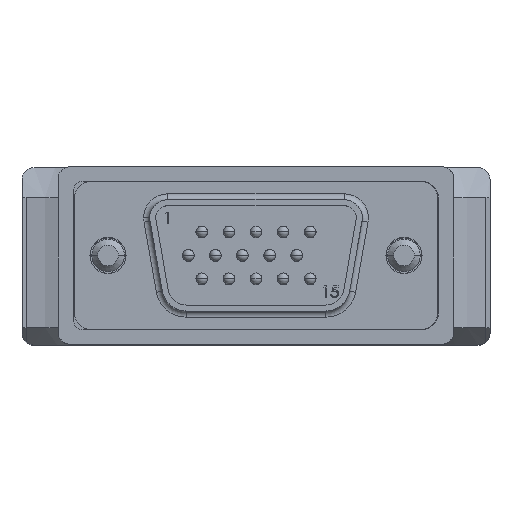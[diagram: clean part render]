
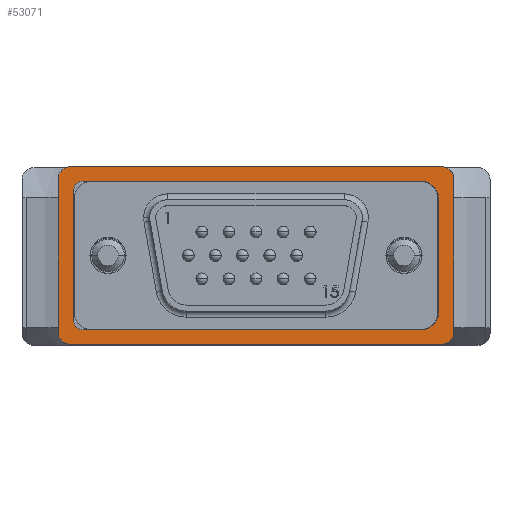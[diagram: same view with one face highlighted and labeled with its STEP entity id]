
A CAD part, top view. The second image highlights one B-rep face of the part: STEP entity #53071.
In plain terms, the highlighted planar face has unit normal (0, 0, 1).
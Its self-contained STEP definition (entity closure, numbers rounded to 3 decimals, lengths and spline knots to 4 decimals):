
#29634 = CARTESIAN_POINT ( 'NONE',  ( -0.6175, -0.295, 0.8405 ) ) ;
#29766 = CARTESIAN_POINT ( 'NONE',  ( 0.6175, -0.295, 0.8405 ) ) ;
#29795 = DIRECTION ( 'NONE',  ( 1., 0., 0. ) ) ;
#29796 = VECTOR ( 'NONE', #29795, 39.3701 ) ;
#29798 = CARTESIAN_POINT ( 'NONE',  ( -0.6575, -0.295, 0.8405 ) ) ;
#29799 = LINE ( 'NONE', #29798, #29796 ) ;
#31205 = CARTESIAN_POINT ( 'NONE',  ( 0.6175, 0.295, 0.8405 ) ) ;
#31302 = CARTESIAN_POINT ( 'NONE',  ( -0.6175, 0.295, 0.8405 ) ) ;
#31318 = DIRECTION ( 'NONE',  ( 1., 0., 0. ) ) ;
#31320 = VECTOR ( 'NONE', #31318, 39.3701 ) ;
#31322 = CARTESIAN_POINT ( 'NONE',  ( -0.6575, 0.295, 0.8405 ) ) ;
#31323 = LINE ( 'NONE', #31322, #31320 ) ;
#31578 = DIRECTION ( 'NONE',  ( 0., 1., 0. ) ) ;
#31579 = VECTOR ( 'NONE', #31578, 39.3701 ) ;
#31581 = CARTESIAN_POINT ( 'NONE',  ( 0.607, 0.1875, 0.8405 ) ) ;
#31582 = LINE ( 'NONE', #31581, #31579 ) ;
#31587 = CARTESIAN_POINT ( 'NONE',  ( 0.607, 0.1875, 0.8405 ) ) ;
#31588 = DIRECTION ( 'NONE',  ( -1., 0., 0. ) ) ;
#31589 = DIRECTION ( 'NONE',  ( 0., 0., 1. ) ) ;
#31590 = AXIS2_PLACEMENT_3D ( 'NONE', #31605, #31589, #31588 ) ;
#31591 = CIRCLE ( 'NONE', #31590, 0.06 ) ;
#31597 = DIRECTION ( 'NONE',  ( 1., 0., 0. ) ) ;
#31598 = DIRECTION ( 'NONE',  ( 0., 0., 1. ) ) ;
#31600 = CARTESIAN_POINT ( 'NONE',  ( 0.547, -0.1875, 0.8405 ) ) ;
#31601 = AXIS2_PLACEMENT_3D ( 'NONE', #31600, #31598, #31597 ) ;
#31603 = CIRCLE ( 'NONE', #31601, 0.06 ) ;
#31605 = CARTESIAN_POINT ( 'NONE',  ( 0.547, 0.1875, 0.8405 ) ) ;
#31611 = CARTESIAN_POINT ( 'NONE',  ( 0.607, -0.1875, 0.8405 ) ) ;
#31612 = DIRECTION ( 'NONE',  ( -1., 0., 0. ) ) ;
#31614 = DIRECTION ( 'NONE',  ( 0., 0., 1. ) ) ;
#31615 = CARTESIAN_POINT ( 'NONE',  ( 0.6175, 0.255, 0.8405 ) ) ;
#31616 = AXIS2_PLACEMENT_3D ( 'NONE', #31615, #31614, #31612 ) ;
#31617 = CIRCLE ( 'NONE', #31616, 0.04 ) ;
#31620 = CARTESIAN_POINT ( 'NONE',  ( 0.6575, -0.255, 0.8405 ) ) ;
#31621 = DIRECTION ( 'NONE',  ( -1., 0., 0. ) ) ;
#31623 = DIRECTION ( 'NONE',  ( 0., 0., 1. ) ) ;
#31625 = CARTESIAN_POINT ( 'NONE',  ( 0.6175, -0.255, 0.8405 ) ) ;
#31627 = AXIS2_PLACEMENT_3D ( 'NONE', #31625, #31623, #31621 ) ;
#31628 = CIRCLE ( 'NONE', #31627, 0.04 ) ;
#31639 = DIRECTION ( 'NONE',  ( 1., 0., 0. ) ) ;
#31640 = DIRECTION ( 'NONE',  ( 0., 0., 1. ) ) ;
#31641 = CARTESIAN_POINT ( 'NONE',  ( -0.575, -0.2155, 0.8405 ) ) ;
#31642 = AXIS2_PLACEMENT_3D ( 'NONE', #31641, #31640, #31639 ) ;
#31643 = CIRCLE ( 'NONE', #31642, 0.032 ) ;
#31648 = DIRECTION ( 'NONE',  ( -1., 0., 0. ) ) ;
#31649 = DIRECTION ( 'NONE',  ( 0., 0., 1. ) ) ;
#31651 = CARTESIAN_POINT ( 'NONE',  ( -0.6175, 0.255, 0.8405 ) ) ;
#31653 = AXIS2_PLACEMENT_3D ( 'NONE', #31651, #31649, #31648 ) ;
#31655 = CIRCLE ( 'NONE', #31653, 0.04 ) ;
#31665 = DIRECTION ( 'NONE',  ( -1., 0., 0. ) ) ;
#31666 = DIRECTION ( 'NONE',  ( 0., 0., -1. ) ) ;
#31667 = CARTESIAN_POINT ( 'NONE',  ( -0.6575, 0.295, 0.8405 ) ) ;
#31669 = AXIS2_PLACEMENT_3D ( 'NONE', #31667, #31666, #31665 ) ;
#31670 = PLANE ( 'NONE',  #31669 ) ;
#31674 = FACE_OUTER_BOUND ( 'NONE', #53117, .T. ) ;
#31675 = FACE_BOUND ( 'NONE', #53072, .T. ) ;
#31676 = CARTESIAN_POINT ( 'NONE',  ( -0.575, -0.2475, 0.8405 ) ) ;
#31677 = DIRECTION ( 'NONE',  ( 1., 0., 0. ) ) ;
#31678 = VECTOR ( 'NONE', #31677, 39.3701 ) ;
#31680 = CARTESIAN_POINT ( 'NONE',  ( -0.575, -0.2475, 0.8405 ) ) ;
#31682 = LINE ( 'NONE', #31680, #31678 ) ;
#31688 = CARTESIAN_POINT ( 'NONE',  ( 0.547, -0.2475, 0.8405 ) ) ;
#31690 = DIRECTION ( 'NONE',  ( -1., 0., 0. ) ) ;
#31691 = DIRECTION ( 'NONE',  ( 0., 0., 1. ) ) ;
#31692 = CARTESIAN_POINT ( 'NONE',  ( -0.6175, -0.255, 0.8405 ) ) ;
#31693 = AXIS2_PLACEMENT_3D ( 'NONE', #31692, #31691, #31690 ) ;
#31694 = CIRCLE ( 'NONE', #31693, 0.04 ) ;
#31704 = DIRECTION ( 'NONE',  ( 0., -1., 0. ) ) ;
#31705 = VECTOR ( 'NONE', #31704, 39.3701 ) ;
#31708 = CARTESIAN_POINT ( 'NONE',  ( -0.6575, 0.295, 0.8405 ) ) ;
#31710 = LINE ( 'NONE', #31708, #31705 ) ;
#31727 = CARTESIAN_POINT ( 'NONE',  ( -0.575, 0.2475, 0.8405 ) ) ;
#31728 = DIRECTION ( 'NONE',  ( 1., 0., 0. ) ) ;
#31729 = DIRECTION ( 'NONE',  ( 0., 0., 1. ) ) ;
#31730 = CARTESIAN_POINT ( 'NONE',  ( -0.575, 0.2155, 0.8405 ) ) ;
#31731 = AXIS2_PLACEMENT_3D ( 'NONE', #31730, #31729, #31728 ) ;
#31733 = CIRCLE ( 'NONE', #31731, 0.032 ) ;
#31769 = CARTESIAN_POINT ( 'NONE',  ( 0.6575, 0.255, 0.8405 ) ) ;
#31771 = DIRECTION ( 'NONE',  ( 0., -1., 0. ) ) ;
#31773 = VECTOR ( 'NONE', #31771, 39.3701 ) ;
#31774 = CARTESIAN_POINT ( 'NONE',  ( 0.6575, 0.295, 0.8405 ) ) ;
#31775 = LINE ( 'NONE', #31774, #31773 ) ;
#31777 = CARTESIAN_POINT ( 'NONE',  ( 0.547, 0.2475, 0.8405 ) ) ;
#31778 = DIRECTION ( 'NONE',  ( -1., 0., 0. ) ) ;
#31779 = VECTOR ( 'NONE', #31778, 39.3701 ) ;
#31781 = CARTESIAN_POINT ( 'NONE',  ( -0.575, 0.2475, 0.8405 ) ) ;
#31783 = LINE ( 'NONE', #31781, #31779 ) ;
#31786 = CARTESIAN_POINT ( 'NONE',  ( -0.607, -0.2155, 0.8405 ) ) ;
#31788 = CARTESIAN_POINT ( 'NONE',  ( -0.607, 0.2155, 0.8405 ) ) ;
#31789 = DIRECTION ( 'NONE',  ( 0., -1., 0. ) ) ;
#31790 = VECTOR ( 'NONE', #31789, 39.3701 ) ;
#31791 = CARTESIAN_POINT ( 'NONE',  ( -0.607, 0.2155, 0.8405 ) ) ;
#31793 = LINE ( 'NONE', #31791, #31790 ) ;
#31796 = CARTESIAN_POINT ( 'NONE',  ( -0.6575, -0.255, 0.8405 ) ) ;
#31798 = CARTESIAN_POINT ( 'NONE',  ( -0.6575, 0.255, 0.8405 ) ) ;
#52783 = VERTEX_POINT ( 'NONE', #29634 ) ;
#52784 = VERTEX_POINT ( 'NONE', #29766 ) ;
#52797 = EDGE_CURVE ( 'NONE', #52783, #52784, #29799, .T. ) ;
#52961 = VERTEX_POINT ( 'NONE', #31205 ) ;
#52966 = EDGE_CURVE ( 'NONE', #52975, #52961, #31323, .T. ) ;
#52975 = VERTEX_POINT ( 'NONE', #31302 ) ;
#53047 = ORIENTED_EDGE ( 'NONE', *, *, #52797, .T. ) ;
#53048 = ORIENTED_EDGE ( 'NONE', *, *, #53049, .T. ) ;
#53049 = EDGE_CURVE ( 'NONE', #52784, #53051, #31628, .T. ) ;
#53051 = VERTEX_POINT ( 'NONE', #31620 ) ;
#53052 = ORIENTED_EDGE ( 'NONE', *, *, #53053, .T. ) ;
#53053 = EDGE_CURVE ( 'NONE', #53120, #52961, #31617, .T. ) ;
#53055 = VERTEX_POINT ( 'NONE', #31611 ) ;
#53056 = ORIENTED_EDGE ( 'NONE', *, *, #53057, .F. ) ;
#53057 = EDGE_CURVE ( 'NONE', #53067, #53055, #31603, .T. ) ;
#53058 = EDGE_CURVE ( 'NONE', #53059, #53115, #31591, .T. ) ;
#53059 = VERTEX_POINT ( 'NONE', #31587 ) ;
#53060 = ORIENTED_EDGE ( 'NONE', *, *, #53061, .F. ) ;
#53061 = EDGE_CURVE ( 'NONE', #53055, #53059, #31582, .T. ) ;
#53062 = ORIENTED_EDGE ( 'NONE', *, *, #53103, .T. ) ;
#53063 = ORIENTED_EDGE ( 'NONE', *, *, #53064, .T. ) ;
#53064 = EDGE_CURVE ( 'NONE', #53108, #52783, #31694, .T. ) ;
#53067 = VERTEX_POINT ( 'NONE', #31688 ) ;
#53068 = ORIENTED_EDGE ( 'NONE', *, *, #53069, .F. ) ;
#53069 = EDGE_CURVE ( 'NONE', #53070, #53067, #31682, .T. ) ;
#53070 = VERTEX_POINT ( 'NONE', #31676 ) ;
#53071 = ADVANCED_FACE ( 'NONE', ( #31675, #31674 ), #31670, .F. ) ;
#53072 = EDGE_LOOP ( 'NONE', ( #53109, #53094, #53113, #53116, #53060, #53056, #53068, #53078 ) ) ;
#53075 = ORIENTED_EDGE ( 'NONE', *, *, #52966, .F. ) ;
#53076 = ORIENTED_EDGE ( 'NONE', *, *, #53077, .T. ) ;
#53077 = EDGE_CURVE ( 'NONE', #52975, #53107, #31655, .T. ) ;
#53078 = ORIENTED_EDGE ( 'NONE', *, *, #53079, .F. ) ;
#53079 = EDGE_CURVE ( 'NONE', #53112, #53070, #31643, .T. ) ;
#53094 = ORIENTED_EDGE ( 'NONE', *, *, #53095, .F. ) ;
#53095 = EDGE_CURVE ( 'NONE', #53096, #53111, #31733, .T. ) ;
#53096 = VERTEX_POINT ( 'NONE', #31727 ) ;
#53103 = EDGE_CURVE ( 'NONE', #53107, #53108, #31710, .T. ) ;
#53107 = VERTEX_POINT ( 'NONE', #31798 ) ;
#53108 = VERTEX_POINT ( 'NONE', #31796 ) ;
#53109 = ORIENTED_EDGE ( 'NONE', *, *, #53110, .F. ) ;
#53110 = EDGE_CURVE ( 'NONE', #53111, #53112, #31793, .T. ) ;
#53111 = VERTEX_POINT ( 'NONE', #31788 ) ;
#53112 = VERTEX_POINT ( 'NONE', #31786 ) ;
#53113 = ORIENTED_EDGE ( 'NONE', *, *, #53114, .F. ) ;
#53114 = EDGE_CURVE ( 'NONE', #53115, #53096, #31783, .T. ) ;
#53115 = VERTEX_POINT ( 'NONE', #31777 ) ;
#53116 = ORIENTED_EDGE ( 'NONE', *, *, #53058, .F. ) ;
#53117 = EDGE_LOOP ( 'NONE', ( #53118, #53052, #53075, #53076, #53062, #53063, #53047, #53048 ) ) ;
#53118 = ORIENTED_EDGE ( 'NONE', *, *, #53119, .F. ) ;
#53119 = EDGE_CURVE ( 'NONE', #53120, #53051, #31775, .T. ) ;
#53120 = VERTEX_POINT ( 'NONE', #31769 ) ;
